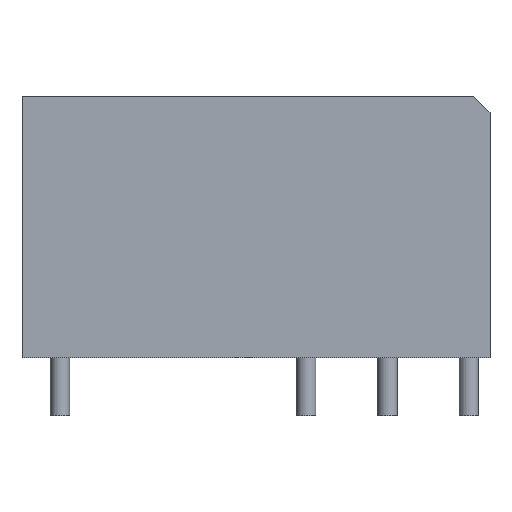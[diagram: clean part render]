
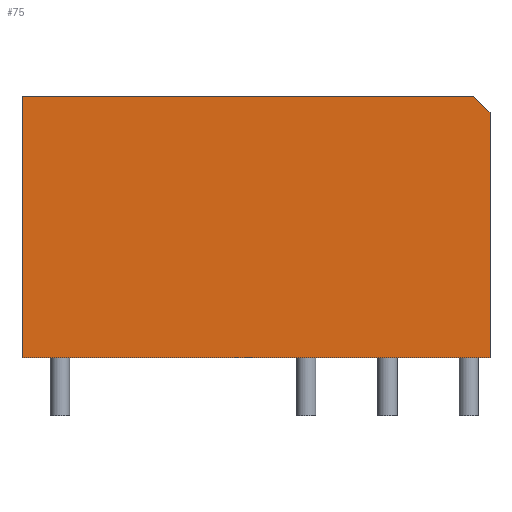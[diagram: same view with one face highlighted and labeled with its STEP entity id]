
A CAD part, front view. The second image highlights one B-rep face of the part: STEP entity #75.
In plain terms, the highlighted planar face has unit normal (0, -1, 0).
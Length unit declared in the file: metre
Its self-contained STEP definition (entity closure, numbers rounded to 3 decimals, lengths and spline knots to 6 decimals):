
#75 = ADVANCED_FACE( '', ( #180 ), #181, .F. );
#180 = FACE_OUTER_BOUND( '', #311, .T. );
#181 = PLANE( '', #312 );
#311 = EDGE_LOOP( '', ( #452, #453, #454, #455, #456 ) );
#312 = AXIS2_PLACEMENT_3D( '', #457, #458, #459 );
#452 = ORIENTED_EDGE( '', *, *, #677, .F. );
#453 = ORIENTED_EDGE( '', *, *, #678, .T. );
#454 = ORIENTED_EDGE( '', *, *, #679, .F. );
#455 = ORIENTED_EDGE( '', *, *, #680, .T. );
#456 = ORIENTED_EDGE( '', *, *, #681, .T. );
#457 = CARTESIAN_POINT( '', ( 0.014349, -0.0026, 0.0162 ) );
#458 = DIRECTION( '', ( 0., 1., 0. ) );
#459 = DIRECTION( '', ( 0., 0., 1. ) );
#677 = EDGE_CURVE( '', #787, #788, #789, .T. );
#678 = EDGE_CURVE( '', #787, #790, #791, .F. );
#679 = EDGE_CURVE( '', #792, #790, #793, .T. );
#680 = EDGE_CURVE( '', #792, #794, #795, .T. );
#681 = EDGE_CURVE( '', #794, #788, #796, .T. );
#787 = VERTEX_POINT( '', #929 );
#788 = VERTEX_POINT( '', #930 );
#789 = LINE( '', #931, #932 );
#790 = VERTEX_POINT( '', #933 );
#791 = LINE( '', #934, #935 );
#792 = VERTEX_POINT( '', #936 );
#793 = LINE( '', #937, #938 );
#794 = VERTEX_POINT( '', #939 );
#795 = LINE( '', #940, #941 );
#796 = LINE( '', #942, #943 );
#929 = CARTESIAN_POINT( '', ( 0.02665, -0.0026, 0.0152 ) );
#930 = CARTESIAN_POINT( '', ( 0.02665, -0.0026, 0. ) );
#931 = CARTESIAN_POINT( '', ( 0.02665, -0.0026, 0.0162 ) );
#932 = VECTOR( '', #1082, 1. );
#933 = CARTESIAN_POINT( '', ( 0.02565, -0.0026, 0.0162 ) );
#934 = CARTESIAN_POINT( '', ( 0.02665, -0.0026, 0.0152 ) );
#935 = VECTOR( '', #1083, 1. );
#936 = CARTESIAN_POINT( '', ( -0.00235, -0.0026, 0.0162 ) );
#937 = CARTESIAN_POINT( '', ( 0.014349, -0.0026, 0.0162 ) );
#938 = VECTOR( '', #1084, 1. );
#939 = CARTESIAN_POINT( '', ( -0.00235, -0.0026, 0. ) );
#940 = CARTESIAN_POINT( '', ( -0.00235, -0.0026, 0.0162 ) );
#941 = VECTOR( '', #1085, 1. );
#942 = CARTESIAN_POINT( '', ( 0.014349, -0.0026, 0. ) );
#943 = VECTOR( '', #1086, 1. );
#1082 = DIRECTION( '', ( 0., 0., -1. ) );
#1083 = DIRECTION( '', ( 0.707, 0., -0.707 ) );
#1084 = DIRECTION( '', ( 1., 0., 0. ) );
#1085 = DIRECTION( '', ( 0., 0., -1. ) );
#1086 = DIRECTION( '', ( 1., 0., 0. ) );
